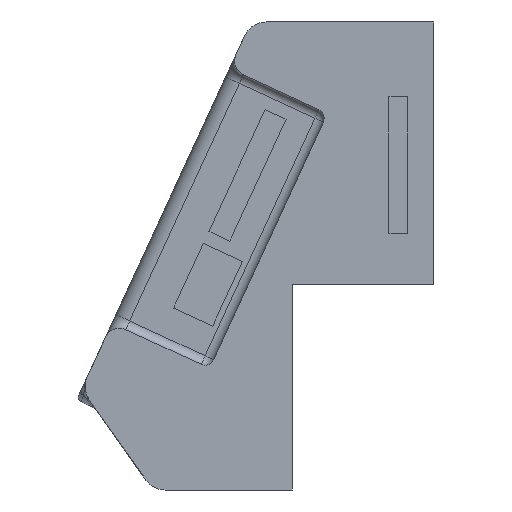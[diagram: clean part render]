
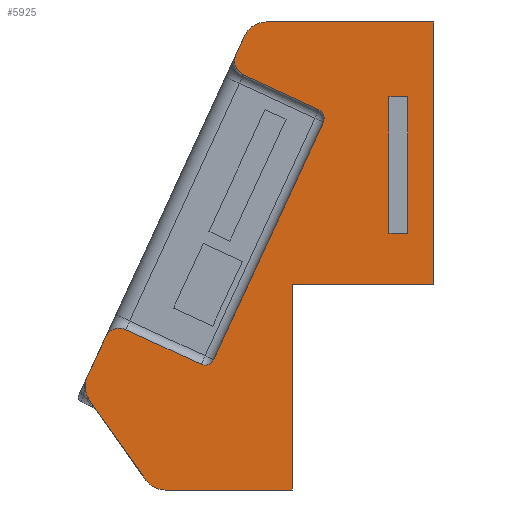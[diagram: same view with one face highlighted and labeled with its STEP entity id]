
A CAD part, left-side view. The second image highlights one B-rep face of the part: STEP entity #5925.
In plain terms, the highlighted planar face has unit normal (-1, 0, 0).
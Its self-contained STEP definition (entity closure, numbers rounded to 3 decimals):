
#1120=CARTESIAN_POINT('',(-69.2,40.54,27.8));
#1121=DIRECTION('',(1.,0.,0.));
#1122=DIRECTION('',(0.,-0.908,-0.419));
#1123=AXIS2_PLACEMENT_3D('',#1120,#1121,#1122);
#1173=CARTESIAN_POINT('',(-69.2,17.24,78.283));
#1174=DIRECTION('',(1.,0.,0.));
#1175=DIRECTION('',(0.,-0.419,0.908));
#1176=AXIS2_PLACEMENT_3D('',#1173,#1174,#1175);
#1195=DIRECTION('',(0.,-0.908,-0.419));
#1196=VECTOR('',#1195,17.648);
#1197=CARTESIAN_POINT('',(-69.2,32.426,87.494));
#1198=LINE('',#1197,#1196);
#1286=DIRECTION('',(0.,0.908,0.419));
#1287=VECTOR('',#1286,17.648);
#1288=CARTESIAN_POINT('',(-69.2,41.378,25.984));
#1289=LINE('',#1288,#1287);
#1300=DIRECTION('',(0.,1.,0.));
#1301=VECTOR('',#1300,4.);
#1302=CARTESIAN_POINT('',(-69.2,-2.5,82.8));
#1303=LINE('',#1302,#1301);
#1307=DIRECTION('',(0.,0.,-1.));
#1308=VECTOR('',#1307,29.);
#1309=CARTESIAN_POINT('',(-69.2,1.5,82.8));
#1310=LINE('',#1309,#1308);
#1314=DIRECTION('',(0.,-1.,0.));
#1315=VECTOR('',#1314,4.);
#1316=CARTESIAN_POINT('',(-69.2,1.5,53.8));
#1317=LINE('',#1316,#1315);
#1321=DIRECTION('',(0.,0.,1.));
#1322=VECTOR('',#1321,29.);
#1323=CARTESIAN_POINT('',(-69.2,-2.5,53.8));
#1324=LINE('',#1323,#1322);
#1328=CARTESIAN_POINT('',(-69.2,49.039,4.3));
#1329=DIRECTION('',(-1.,0.,0.));
#1330=DIRECTION('',(0.,0.817,-0.577));
#1331=AXIS2_PLACEMENT_3D('',#1328,#1329,#1330);
#1336=CARTESIAN_POINT('',(-69.2,61.013,21.259));
#1337=DIRECTION('',(-1.,0.,0.));
#1338=DIRECTION('',(0.,0.908,0.419));
#1339=AXIS2_PLACEMENT_3D('',#1336,#1337,#1338);
#1344=CARTESIAN_POINT('',(-69.2,58.743,30.475));
#1345=DIRECTION('',(-1.,0.,0.));
#1346=DIRECTION('',(0.,-0.419,0.908));
#1347=AXIS2_PLACEMENT_3D('',#1344,#1345,#1346);
#1352=DIRECTION('',(0.,0.419,-0.908));
#1353=VECTOR('',#1352,55.6);
#1354=CARTESIAN_POINT('',(-69.2,15.424,77.445));
#1355=LINE('',#1354,#1353);
#1359=CARTESIAN_POINT('',(-69.2,31.085,90.4));
#1360=DIRECTION('',(-1.,0.,0.));
#1361=DIRECTION('',(0.,0.908,0.419));
#1362=AXIS2_PLACEMENT_3D('',#1359,#1360,#1361);
#1367=CARTESIAN_POINT('',(-69.2,27.579,93.7));
#1368=DIRECTION('',(-1.,0.,0.));
#1369=DIRECTION('',(0.,0.,1.));
#1370=AXIS2_PLACEMENT_3D('',#1367,#1368,#1369);
#1375=DIRECTION('',(0.,-1.,0.));
#1376=VECTOR('',#1375,35.579);
#1377=CARTESIAN_POINT('',(-69.2,27.579,98.7));
#1378=LINE('',#1377,#1376);
#1382=DIRECTION('',(0.,1.,0.));
#1383=VECTOR('',#1382,30.);
#1384=CARTESIAN_POINT('',(-69.2,-8.,43.));
#1385=LINE('',#1384,#1383);
#2646=DIRECTION('',(0.,0.,1.));
#2647=VECTOR('',#2646,43.7);
#2648=CARTESIAN_POINT('',(-69.2,22.,-0.7));
#2649=LINE('',#2648,#2647);
#2674=DIRECTION('',(0.,0.,1.));
#2675=VECTOR('',#2674,55.7);
#2676=CARTESIAN_POINT('',(-69.2,-8.,43.));
#2677=LINE('',#2676,#2675);
#2806=DIRECTION('',(0.,-0.577,-0.817));
#2807=VECTOR('',#2806,20.761);
#2808=CARTESIAN_POINT('',(-69.2,65.098,18.375));
#2809=LINE('',#2808,#2807);
#2923=DIRECTION('',(0.,0.419,-0.908));
#2924=VECTOR('',#2923,4.465);
#2925=CARTESIAN_POINT('',(-69.2,32.119,95.795));
#2926=LINE('',#2925,#2924);
#2937=DIRECTION('',(0.,0.419,-0.908));
#2938=VECTOR('',#2937,9.319);
#2939=CARTESIAN_POINT('',(-69.2,61.648,31.816));
#2940=LINE('',#2939,#2938);
#3400=DIRECTION('',(0.,-1.,0.));
#3401=VECTOR('',#3400,27.039);
#3402=CARTESIAN_POINT('',(-69.2,49.039,-0.7));
#3403=LINE('',#3402,#3401);
#4583=CARTESIAN_POINT('',(-69.2,65.553,23.355));
#4584=CARTESIAN_POINT('',(-69.2,65.098,18.375));
#4585=VERTEX_POINT('',#4583);
#4586=VERTEX_POINT('',#4584);
#4587=CARTESIAN_POINT('',(-69.2,15.424,77.445));
#4588=CARTESIAN_POINT('',(-69.2,38.724,26.962));
#4589=VERTEX_POINT('',#4587);
#4590=VERTEX_POINT('',#4588);
#4591=CARTESIAN_POINT('',(-69.2,41.378,25.984));
#4592=VERTEX_POINT('',#4591);
#4593=CARTESIAN_POINT('',(-69.2,16.402,80.099));
#4594=VERTEX_POINT('',#4593);
#4595=CARTESIAN_POINT('',(-69.2,33.99,91.741));
#4596=CARTESIAN_POINT('',(-69.2,32.426,87.494));
#4597=VERTEX_POINT('',#4595);
#4598=VERTEX_POINT('',#4596);
#4599=CARTESIAN_POINT('',(-69.2,57.402,33.38));
#4600=CARTESIAN_POINT('',(-69.2,61.648,31.816));
#4601=VERTEX_POINT('',#4599);
#4602=VERTEX_POINT('',#4600);
#4611=CARTESIAN_POINT('',(-69.2,22.,-0.7));
#4612=VERTEX_POINT('',#4611);
#4613=CARTESIAN_POINT('',(-69.2,-8.,98.7));
#4614=VERTEX_POINT('',#4613);
#4615=CARTESIAN_POINT('',(-69.2,-8.,43.));
#4616=VERTEX_POINT('',#4615);
#4617=CARTESIAN_POINT('',(-69.2,22.,43.));
#4618=VERTEX_POINT('',#4617);
#4627=CARTESIAN_POINT('',(-69.2,-2.5,82.8));
#4628=CARTESIAN_POINT('',(-69.2,1.5,82.8));
#4629=VERTEX_POINT('',#4627);
#4630=VERTEX_POINT('',#4628);
#4631=CARTESIAN_POINT('',(-69.2,1.5,53.8));
#4632=VERTEX_POINT('',#4631);
#4633=CARTESIAN_POINT('',(-69.2,-2.5,53.8));
#4634=VERTEX_POINT('',#4633);
#4639=CARTESIAN_POINT('',(-69.2,53.123,1.416));
#4640=VERTEX_POINT('',#4639);
#4641=CARTESIAN_POINT('',(-69.2,49.039,-0.7));
#4642=VERTEX_POINT('',#4641);
#4647=CARTESIAN_POINT('',(-69.2,27.579,98.7));
#4648=VERTEX_POINT('',#4647);
#4649=CARTESIAN_POINT('',(-69.2,32.119,95.795));
#4650=VERTEX_POINT('',#4649);
#5878=CARTESIAN_POINT('',(-69.2,0.,0.));
#5879=DIRECTION('',(-1.,0.,0.));
#5880=DIRECTION('',(0.,0.,1.));
#5881=AXIS2_PLACEMENT_3D('',#5878,#5879,#5880);
#5882=PLANE('',#5881);
#5884=ORIENTED_EDGE('',*,*,#5883,.F.);
#5886=ORIENTED_EDGE('',*,*,#5885,.F.);
#5888=ORIENTED_EDGE('',*,*,#5887,.F.);
#5890=ORIENTED_EDGE('',*,*,#5889,.F.);
#5891=ORIENTED_EDGE('',*,*,#5858,.F.);
#5892=ORIENTED_EDGE('',*,*,#5872,.F.);
#5893=ORIENTED_EDGE('',*,*,#5717,.F.);
#5894=ORIENTED_EDGE('',*,*,#5733,.F.);
#5895=ORIENTED_EDGE('',*,*,#5773,.F.);
#5896=ORIENTED_EDGE('',*,*,#5788,.F.);
#5898=ORIENTED_EDGE('',*,*,#5897,.F.);
#5900=ORIENTED_EDGE('',*,*,#5899,.F.);
#5902=ORIENTED_EDGE('',*,*,#5901,.F.);
#5904=ORIENTED_EDGE('',*,*,#5903,.T.);
#5906=ORIENTED_EDGE('',*,*,#5905,.F.);
#5908=ORIENTED_EDGE('',*,*,#5907,.T.);
#5910=ORIENTED_EDGE('',*,*,#5909,.F.);
#5912=ORIENTED_EDGE('',*,*,#5911,.F.);
#5913=EDGE_LOOP('',(#5884,#5886,#5888,#5890,#5891,#5892,#5893,#5894,#5895,#5896,
#5898,#5900,#5902,#5904,#5906,#5908,#5910,#5912));
#5914=FACE_OUTER_BOUND('',#5913,.F.);
#5916=ORIENTED_EDGE('',*,*,#5915,.T.);
#5918=ORIENTED_EDGE('',*,*,#5917,.T.);
#5920=ORIENTED_EDGE('',*,*,#5919,.T.);
#5922=ORIENTED_EDGE('',*,*,#5921,.T.);
#5923=EDGE_LOOP('',(#5916,#5918,#5920,#5922));
#5924=FACE_BOUND('',#5923,.F.);
#1124=CIRCLE('',#1123,2.);
#1177=CIRCLE('',#1176,2.);
#1332=CIRCLE('',#1331,5.);
#1340=CIRCLE('',#1339,5.);
#1348=CIRCLE('',#1347,3.2);
#1363=CIRCLE('',#1362,3.2);
#1371=CIRCLE('',#1370,5.);
#5717=EDGE_CURVE('',#4590,#4592,#1124,.T.);
#5733=EDGE_CURVE('',#4589,#4590,#1355,.T.);
#5773=EDGE_CURVE('',#4594,#4589,#1177,.T.);
#5788=EDGE_CURVE('',#4598,#4594,#1198,.T.);
#5858=EDGE_CURVE('',#4601,#4602,#1348,.T.);
#5872=EDGE_CURVE('',#4592,#4601,#1289,.T.);
#5883=EDGE_CURVE('',#4640,#4642,#1332,.T.);
#5885=EDGE_CURVE('',#4586,#4640,#2809,.T.);
#5887=EDGE_CURVE('',#4585,#4586,#1340,.T.);
#5889=EDGE_CURVE('',#4602,#4585,#2940,.T.);
#5897=EDGE_CURVE('',#4597,#4598,#1363,.T.);
#5899=EDGE_CURVE('',#4650,#4597,#2926,.T.);
#5901=EDGE_CURVE('',#4648,#4650,#1371,.T.);
#5903=EDGE_CURVE('',#4648,#4614,#1378,.T.);
#5905=EDGE_CURVE('',#4616,#4614,#2677,.T.);
#5907=EDGE_CURVE('',#4616,#4618,#1385,.T.);
#5909=EDGE_CURVE('',#4612,#4618,#2649,.T.);
#5911=EDGE_CURVE('',#4642,#4612,#3403,.T.);
#5915=EDGE_CURVE('',#4629,#4630,#1303,.T.);
#5917=EDGE_CURVE('',#4630,#4632,#1310,.T.);
#5919=EDGE_CURVE('',#4632,#4634,#1317,.T.);
#5921=EDGE_CURVE('',#4634,#4629,#1324,.T.);
#5925=ADVANCED_FACE('',(#5914,#5924),#5882,.T.);
